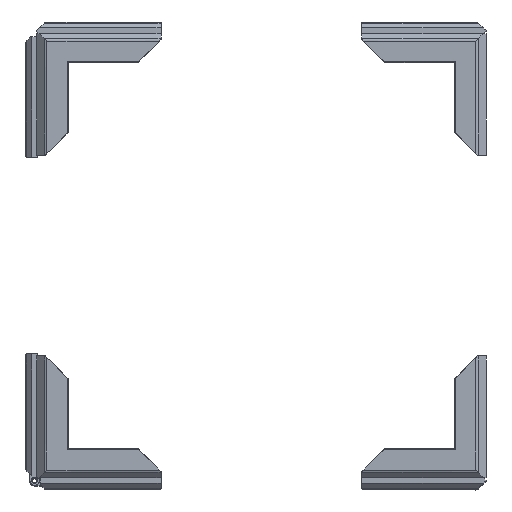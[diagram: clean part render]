
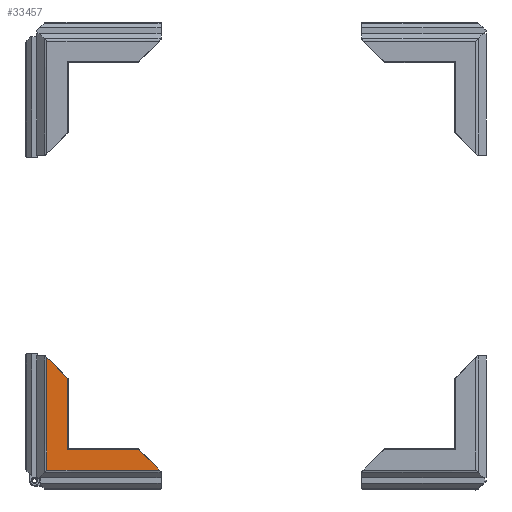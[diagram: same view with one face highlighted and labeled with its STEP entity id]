
A CAD part, top view. The second image highlights one B-rep face of the part: STEP entity #33457.
In plain terms, the highlighted planar face has unit normal (0, -0.001, 1).
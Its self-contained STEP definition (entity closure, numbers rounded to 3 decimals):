
#1716=PLANE('',#35247);
#2991=FACE_OUTER_BOUND('',#4775,.T.);
#4775=EDGE_LOOP('',(#23583,#23584,#23585,#23586,#23587,#23588));
#6682=LINE('',#45095,#10567);
#6685=LINE('',#45107,#10570);
#6686=LINE('',#45113,#10571);
#6745=LINE('',#45244,#10630);
#6747=LINE('',#45250,#10632);
#6748=LINE('',#45252,#10633);
#10567=VECTOR('',#37122,2.293);
#10570=VECTOR('',#37133,2.293);
#10571=VECTOR('',#37140,0.597);
#10630=VECTOR('',#37233,0.597);
#10632=VECTOR('',#37239,1.449);
#10633=VECTOR('',#37242,1.449);
#15165=VERTEX_POINT('',#45093);
#15166=VERTEX_POINT('',#45094);
#15171=VERTEX_POINT('',#45106);
#15173=VERTEX_POINT('',#45112);
#15228=VERTEX_POINT('',#45242);
#15230=VERTEX_POINT('',#45248);
#18449=EDGE_CURVE('',#15165,#15166,#6682,.T.);
#18455=EDGE_CURVE('',#15171,#15165,#6685,.T.);
#18458=EDGE_CURVE('',#15171,#15173,#6686,.T.);
#18526=EDGE_CURVE('',#15228,#15166,#6745,.T.);
#18529=EDGE_CURVE('',#15228,#15230,#6747,.T.);
#18530=EDGE_CURVE('',#15230,#15173,#6748,.T.);
#23583=ORIENTED_EDGE('',*,*,#18455,.T.);
#23584=ORIENTED_EDGE('',*,*,#18449,.T.);
#23585=ORIENTED_EDGE('',*,*,#18526,.F.);
#23586=ORIENTED_EDGE('',*,*,#18529,.T.);
#23587=ORIENTED_EDGE('',*,*,#18530,.T.);
#23588=ORIENTED_EDGE('',*,*,#18458,.F.);
#33457=ADVANCED_FACE('',(#2991),#1716,.F.);
#35247=AXIS2_PLACEMENT_3D('',#45254,#37244,#37245);
#37122=DIRECTION('',(1.,0.,0.));
#37133=DIRECTION('',(0.,-1.,-0.001));
#37140=DIRECTION('',(0.707,-0.707,-0.001));
#37233=DIRECTION('',(0.707,-0.707,-0.001));
#37239=DIRECTION('',(-1.,0.,0.));
#37242=DIRECTION('',(0.,1.,0.001));
#37244=DIRECTION('center_axis',(0.,0.001,
-1.));
#37245=DIRECTION('ref_axis',(1.,0.,0.));
#45093=CARTESIAN_POINT('',(-8.607,-8.608,6.069));
#45094=CARTESIAN_POINT('',(-6.314,-8.608,6.069));
#45095=CARTESIAN_POINT('',(-8.405,-8.608,6.069));
#45106=CARTESIAN_POINT('',(-8.607,-6.315,6.071));
#45107=CARTESIAN_POINT('',(-8.607,1.003,6.076));
#45112=CARTESIAN_POINT('',(-8.185,-6.738,6.07));
#45113=CARTESIAN_POINT('',(-10.462,-4.461,6.072));
#45242=CARTESIAN_POINT('',(-6.736,-8.186,6.069));
#45244=CARTESIAN_POINT('',(-10.462,-4.461,6.072));
#45248=CARTESIAN_POINT('',(-8.185,-8.186,6.069));
#45250=CARTESIAN_POINT('',(-3.523,-8.186,6.069));
#45252=CARTESIAN_POINT('',(-8.185,1.003,6.076));
#45254=CARTESIAN_POINT('Origin',(-8.64,1.003,6.076));
